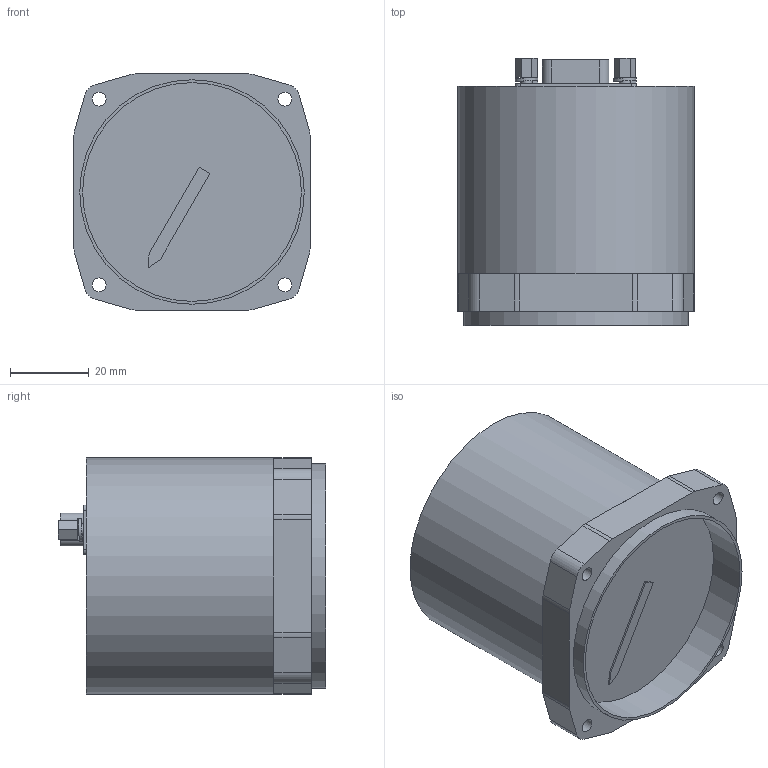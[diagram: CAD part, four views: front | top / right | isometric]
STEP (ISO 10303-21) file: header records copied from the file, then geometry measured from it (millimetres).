
FILE_DESCRIPTION(('STEP AP214'),'1');
FILE_NAME('2.25 Electric Pressure Gauge).stp','2024-03-28T19:56:56',(' '),(' '),'Spatial InterOp 3D',' ',' ');
FILE_SCHEMA(('AUTOMOTIVE_DESIGN { 1 0 10303 214 1 1 1 1 }'));
Length unit declared in the file: inch
Products named in the file (7): 00CPG-1012-00[=B] (EPG-600A _2.25 Electric Pressure Gauge); EPG-600A Gauge; DE-09 Assembly (Jackscrews, Washers, Pins); 36121-2009-00 (DE-09, 9-pin D-subminiature Connector Housing); 36301-2001-00 (Crimp Pin, Ø.039); #392; #405
Assembly tree (14 placements, depth 3):
  00CPG-1012-00[=B] (EPG-600A _2.25 Electric Pressure Gauge)
    EPG-600A Gauge
    DE-09 Assembly (Jackscrews, Washers, Pins)
      36121-2009-00 (DE-09, 9-pin D-subminiature Connector Housing)
      36301-2001-00 (Crimp Pin, Ø.039)  x9
      #392  x2
  #405
Bounding box: 59.94 x 67.86 x 59.94 mm (x, y, z)
Volume: 154380.4 mm3; surface area: 24151.1 mm2
Topology: 16 solids, 16 shells, 350 faces, 674 edges, 447 vertices
Faces by surface type: plane 176, cylinder 144, bspline 17, cone 13
Full cylindrical faces by diameter (mm): 0.991 x9, 1.016 x9, 1.143 x9, 1.702 x27, 1.714 x27, 2.032 x9, 2.134 x9, 2.845 x4, 3.048 x2, 3.505 x4, 55.575 x1, 57.023 x1, 59.944 x1
Entity records: 6160 total; most frequent: CARTESIAN_POINT 1000, DIRECTION 809, ORIENTED_EDGE 648, EDGE_CURVE 324, AXIS2_PLACEMENT_3D 322, EDGE_LOOP 259, VERTEX_POINT 241, FACE_OUTER_BOUND 201
